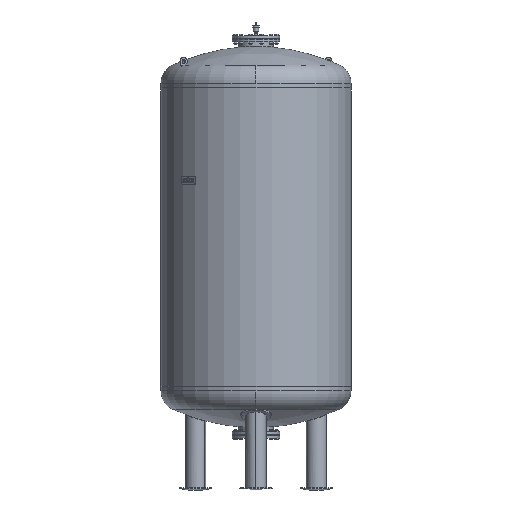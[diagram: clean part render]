
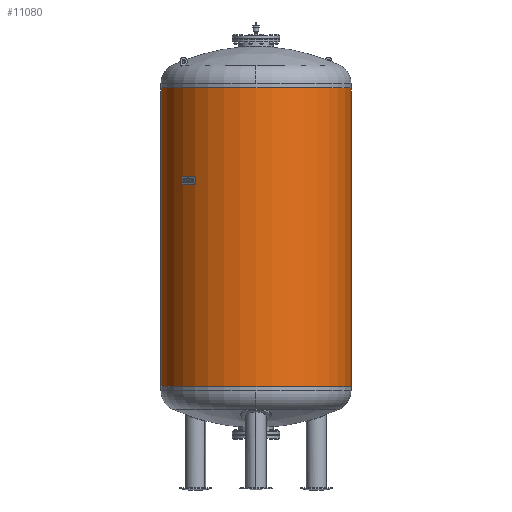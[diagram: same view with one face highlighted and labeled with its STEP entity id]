
A CAD part, front view. The second image highlights one B-rep face of the part: STEP entity #11080.
In plain terms, the highlighted cylindrical face has radius 750 mm (diameter 1500 mm), a partial arc.
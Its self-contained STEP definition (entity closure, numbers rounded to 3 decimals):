
#11039=CARTESIAN_POINT('',(0.,0.0,2588.5));
#11040=DIRECTION('',(0.,0.0,1.0));
#11041=DIRECTION('',(1.0,0.0,0.0));
#11042=AXIS2_PLACEMENT_3D('',#11039,#11040,#11041);
#11043=CYLINDRICAL_SURFACE('',#11042,750.);
#11044=CARTESIAN_POINT('',(750.,0.0,3177.0));
#11045=VERTEX_POINT('',#11044);
#11046=CARTESIAN_POINT('',(750.,0.0,823.));
#11047=VERTEX_POINT('',#11046);
#11048=CARTESIAN_POINT('',(750.,0.0,3177.0));
#11049=DIRECTION('',(0.0,0.0,-1.0));
#11050=VECTOR('',#11049,2354.0);
#11051=LINE('',#11048,#11050);
#11052=EDGE_CURVE('',#11045,#11047,#11051,.T.);
#11053=ORIENTED_EDGE('',*,*,#11052,.F.);
#11054=CARTESIAN_POINT('',(-750.,0.,3177.0));
#11055=VERTEX_POINT('',#11054);
#11056=CARTESIAN_POINT('',(0.,0.0,3177.0));
#11057=DIRECTION('',(0.0,0.0,1.0));
#11058=DIRECTION('',(1.0,0.0,0.0));
#11059=AXIS2_PLACEMENT_3D('',#11056,#11057,#11058);
#11060=CIRCLE('',#11059,750.);
#11061=EDGE_CURVE('',#11055,#11045,#11060,.T.);
#11062=ORIENTED_EDGE('',*,*,#11061,.F.);
#11063=CARTESIAN_POINT('',(-750.,0.,823.));
#11064=VERTEX_POINT('',#11063);
#11065=CARTESIAN_POINT('',(-750.,0.,3177.0));
#11066=DIRECTION('',(0.0,0.0,-1.0));
#11067=VECTOR('',#11066,2354.);
#11068=LINE('',#11065,#11067);
#11069=EDGE_CURVE('',#11055,#11064,#11068,.T.);
#11070=ORIENTED_EDGE('',*,*,#11069,.T.);
#11071=CARTESIAN_POINT('',(0.,0.0,823.));
#11072=DIRECTION('',(0.0,0.0,1.0));
#11073=DIRECTION('',(1.0,0.0,0.0));
#11074=AXIS2_PLACEMENT_3D('',#11071,#11072,#11073);
#11075=CIRCLE('',#11074,750.);
#11076=EDGE_CURVE('',#11064,#11047,#11075,.T.);
#11077=ORIENTED_EDGE('',*,*,#11076,.T.);
#11078=EDGE_LOOP('',(#11053,#11062,#11070,#11077));
#11079=FACE_OUTER_BOUND('',#11078,.T.);
#11080=ADVANCED_FACE('',(#11079),#11043,.T.);
